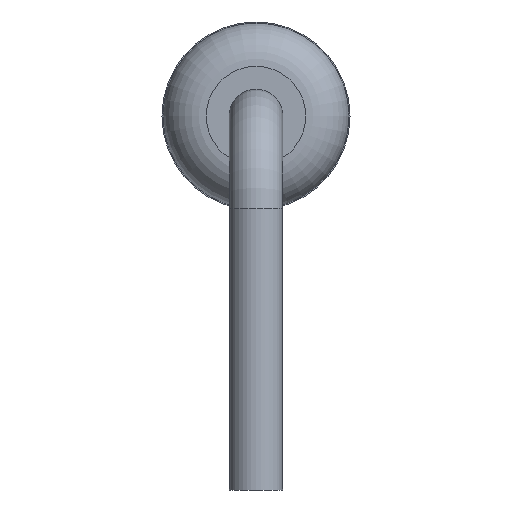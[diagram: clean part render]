
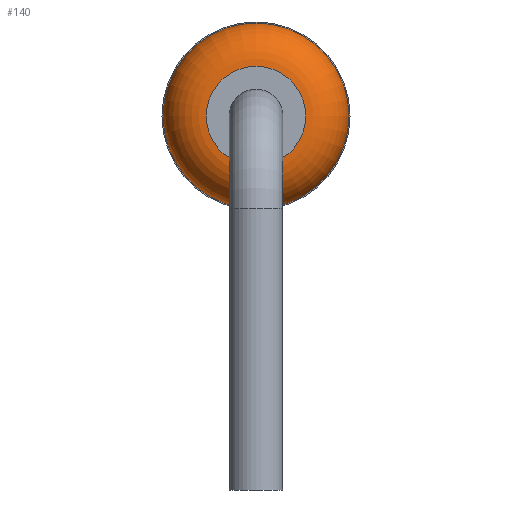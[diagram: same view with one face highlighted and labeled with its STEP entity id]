
A CAD part, left-side view. The second image highlights one B-rep face of the part: STEP entity #140.
In plain terms, the highlighted toroidal (fillet/blend) face has major radius 0.46 mm and minor radius 0.4 mm.
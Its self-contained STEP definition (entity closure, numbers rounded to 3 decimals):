
#95 = VERTEX_POINT('',#96);
#96 = CARTESIAN_POINT('',(-1.503,0.,0.14));
#104 = EDGE_CURVE('',#95,#95,#105,.T.);
#105 = CIRCLE('',#106,0.86);
#106 = AXIS2_PLACEMENT_3D('',#107,#108,#109);
#107 = CARTESIAN_POINT('',(-1.503,0.,1.));
#108 = DIRECTION('',(1.,0.,0.));
#109 = DIRECTION('',(0.,0.,-1.));
#140 = ADVANCED_FACE('',(#141),#161,.T.);
#141 = FACE_BOUND('',#142,.T.);
#142 = EDGE_LOOP('',(#143,#152,#159,#160));
#143 = ORIENTED_EDGE('',*,*,#144,.T.);
#144 = EDGE_CURVE('',#145,#145,#147,.T.);
#145 = VERTEX_POINT('',#146);
#146 = CARTESIAN_POINT('',(-1.903,0.,0.54));
#147 = CIRCLE('',#148,0.46);
#148 = AXIS2_PLACEMENT_3D('',#149,#150,#151);
#149 = CARTESIAN_POINT('',(-1.903,0.,1.));
#150 = DIRECTION('',(1.,0.,0.));
#151 = DIRECTION('',(0.,0.,-1.));
#152 = ORIENTED_EDGE('',*,*,#153,.F.);
#153 = EDGE_CURVE('',#95,#145,#154,.T.);
#154 = CIRCLE('',#155,0.4);
#155 = AXIS2_PLACEMENT_3D('',#156,#157,#158);
#156 = CARTESIAN_POINT('',(-1.503,0.,0.54));
#157 = DIRECTION('',(0.,1.,0.));
#158 = DIRECTION('',(0.,0.,-1.));
#159 = ORIENTED_EDGE('',*,*,#104,.F.);
#160 = ORIENTED_EDGE('',*,*,#153,.T.);
#161 = TOROIDAL_SURFACE('',#162,0.46,0.4);
#162 = AXIS2_PLACEMENT_3D('',#163,#164,#165);
#163 = CARTESIAN_POINT('',(-1.503,0.,1.));
#164 = DIRECTION('',(-1.,0.,0.));
#165 = DIRECTION('',(0.,0.,-1.));
